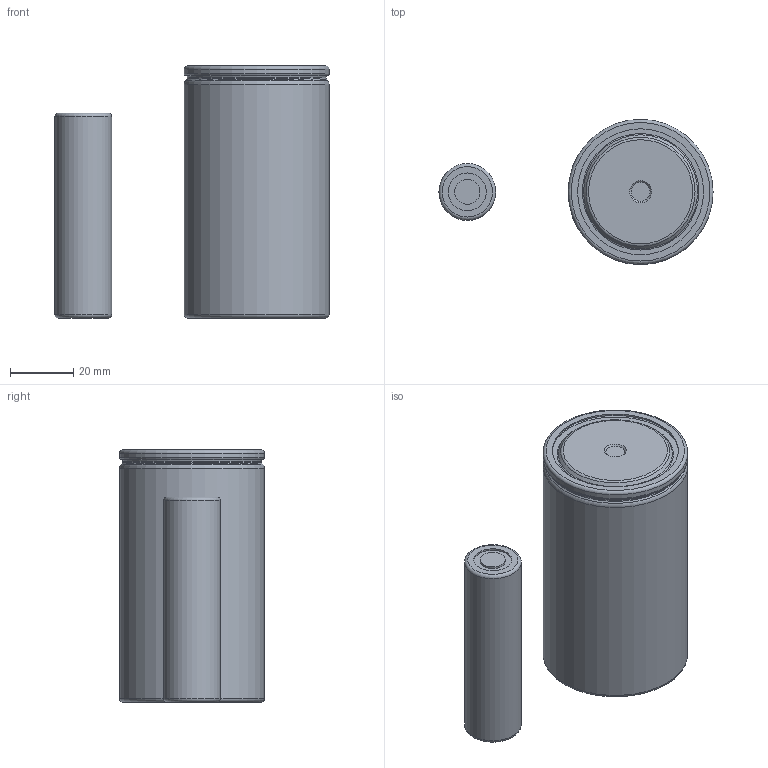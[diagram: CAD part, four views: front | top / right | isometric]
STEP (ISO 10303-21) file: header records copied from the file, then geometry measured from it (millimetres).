
FILE_DESCRIPTION(/* description */ (''),/* implementation_level */ '2;1');
FILE_NAME(/* name */ '18650 vs 4680 battery akku cell.step',/* time_stamp */ '2020-09-25T14:40:57+02:00',/* author */ (''),/* organization */ (''),/* preprocessor_version */ 'ST-DEVELOPER v18.1',/* originating_system */ 'Autodesk Translation Framework v9.3.0.1241',/* authorisation */ '');
FILE_SCHEMA (('AUTOMOTIVE_DESIGN { 1 0 10303 214 3 1 1 }'));
Length unit declared in the file: millimetre
Products named in the file (3): 18650 vs 4680 battery akku cell; 4680 Tesla battery akku cell - Ø46 x 80mm v2; 18650 Battery Akku Cell - Ø18 x 65mm v3
Assembly tree (2 placements, depth 2):
  18650 vs 4680 battery akku cell
    4680 Tesla battery akku cell - Ø46 x 80mm v2
    18650 Battery Akku Cell - Ø18 x 65mm v3
Bounding box: 87 x 46 x 80 mm (x, y, z)
Volume: 148006.1 mm3; surface area: 19984.3 mm2
Topology: 2 solids, 2 shells, 41 faces, 71 edges, 44 vertices
Faces by surface type: torus 14, plane 14, cylinder 9, cone 4
Full cylindrical faces by diameter (mm): 8 x1, 12 x1, 15.75 x1, 18 x1, 40 x2, 44 x1, 46 x2
Entity records: 1132 total; most frequent: DIRECTION 221, CARTESIAN_POINT 161, ORIENTED_EDGE 142, AXIS2_PLACEMENT_3D 104, EDGE_CURVE 71, CIRCLE 58, EDGE_LOOP 51, VERTEX_POINT 44
